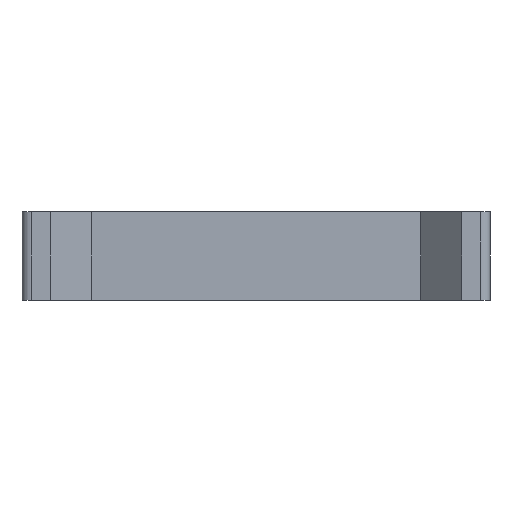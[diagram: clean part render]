
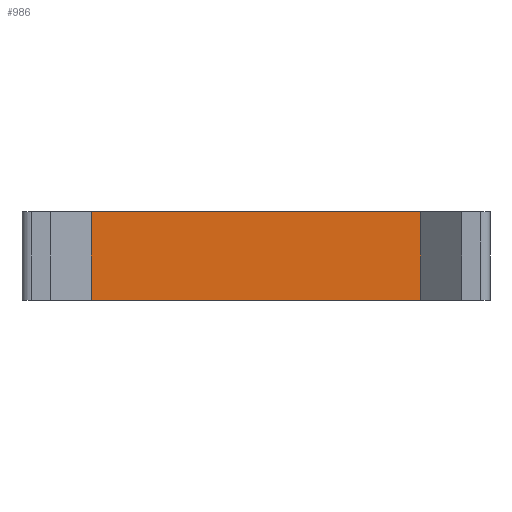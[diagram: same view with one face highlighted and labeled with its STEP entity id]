
A CAD part, front view. The second image highlights one B-rep face of the part: STEP entity #986.
In plain terms, the highlighted planar face has unit normal (0, -1, 0).
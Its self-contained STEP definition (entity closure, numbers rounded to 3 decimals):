
#986=ADVANCED_FACE('',(#2477),#1709,.F.);
#1709=PLANE('',#16042);
#2477=FACE_OUTER_BOUND('',#3345,.T.);
#3345=EDGE_LOOP('',(#7214,#7215,#7216,#7217));
#7214=ORIENTED_EDGE('',*,*,#9533,.F.);
#7215=ORIENTED_EDGE('',*,*,#11193,.F.);
#7216=ORIENTED_EDGE('',*,*,#10398,.T.);
#7217=ORIENTED_EDGE('',*,*,#11194,.T.);
#8149=VERTEX_POINT('',#20460);
#8150=VERTEX_POINT('',#20462);
#8699=VERTEX_POINT('',#22346);
#8700=VERTEX_POINT('',#22348);
#9533=EDGE_CURVE('',#8149,#8150,#11644,.T.);
#10398=EDGE_CURVE('',#8700,#8699,#12409,.T.);
#11193=EDGE_CURVE('',#8700,#8149,#13082,.T.);
#11194=EDGE_CURVE('',#8699,#8150,#13083,.T.);
#11644=LINE('',#20461,#13495);
#12409=LINE('',#22347,#14260);
#13082=LINE('',#24171,#14933);
#13083=LINE('',#24172,#14934);
#13495=VECTOR('',#16427,1.);
#14260=VECTOR('',#18018,1.);
#14933=VECTOR('',#19459,1.);
#14934=VECTOR('',#19460,1.);
#16042=AXIS2_PLACEMENT_3D('',#24173,#19461,#19462);
#16427=DIRECTION('',(-1.,0.,0.));
#18018=DIRECTION('',(-1.,0.,0.));
#19459=DIRECTION('',(0.,0.,-1.));
#19460=DIRECTION('',(0.,0.,-1.));
#19461=DIRECTION('',(0.,1.,0.));
#19462=DIRECTION('',(0.,0.,1.));
#20460=CARTESIAN_POINT('',(17.6,-39.6,-4.75));
#20461=CARTESIAN_POINT('',(17.6,-39.6,-4.75));
#20462=CARTESIAN_POINT('',(-17.6,-39.6,-4.75));
#22346=CARTESIAN_POINT('',(-17.6,-39.6,4.75));
#22347=CARTESIAN_POINT('',(17.6,-39.6,4.75));
#22348=CARTESIAN_POINT('',(17.6,-39.6,4.75));
#24171=CARTESIAN_POINT('',(17.6,-39.6,4.75));
#24172=CARTESIAN_POINT('',(-17.6,-39.6,4.75));
#24173=CARTESIAN_POINT('',(0.,-39.6,0.));
